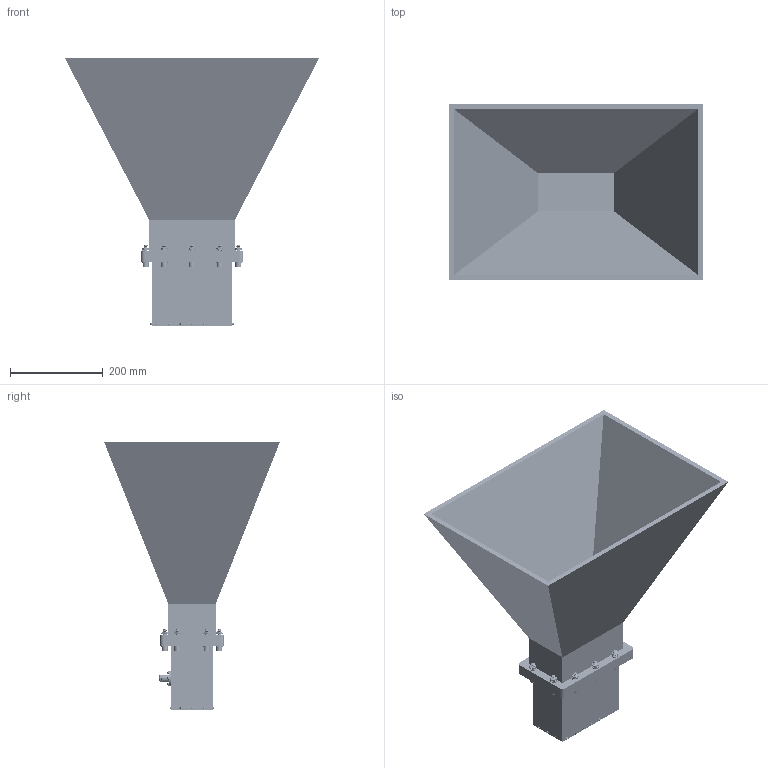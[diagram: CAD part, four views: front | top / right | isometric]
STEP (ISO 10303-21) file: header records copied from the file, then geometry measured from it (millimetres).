
FILE_DESCRIPTION (( 'STEP AP214' ), '1' );
FILE_NAME ('FMWAN650-15NF_3D.step', '2024-02-09T16:44:13', ( '' ), ( '' ), 'SwSTEP 2.0', 'SolidWorks 2022', '' );
FILE_SCHEMA (( 'AUTOMOTIVE_DESIGN' ));
Length unit declared in the file: inch
Products named in the file (7): FMWCA1131; NUT-8^FMWAN650-15NF; LW-8^FMWAN650-15NF; SCREW-8^FMWAN650-15NF_91292A216; FMWAN650-15; FW-8^FMWAN650-15NF; FMWAN650-15NF_3D
Assembly tree (52 placements, depth 2):
  FMWAN650-15NF_3D
    FMWCA1131
    FMWAN650-15
    FW-8^FMWAN650-15NF  x20
    LW-8^FMWAN650-15NF  x10
    NUT-8^FMWAN650-15NF  x10
    SCREW-8^FMWAN650-15NF_91292A216  x10
Bounding box: 550 x 380 x 580 mm (x, y, z)
Volume: 5573621.7 mm3; surface area: 1301937.7 mm2
Topology: 73 solids, 73 shells, 2596 faces, 6775 edges, 4406 vertices
Faces by surface type: cylinder 1440, plane 663, cone 312, bspline 133, sphere 46, torus 2
Entity records: 33781 total; most frequent: CARTESIAN_POINT 11846, DIRECTION 4560, ORIENTED_EDGE 4418, EDGE_CURVE 2209, AXIS2_PLACEMENT_3D 1762, VERTEX_POINT 1446, LINE 1036, VECTOR 1036
